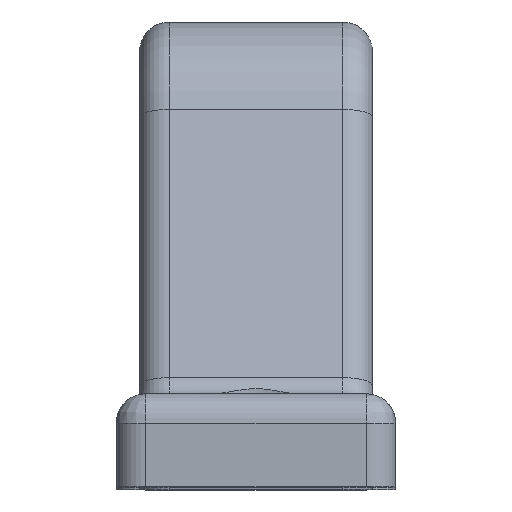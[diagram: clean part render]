
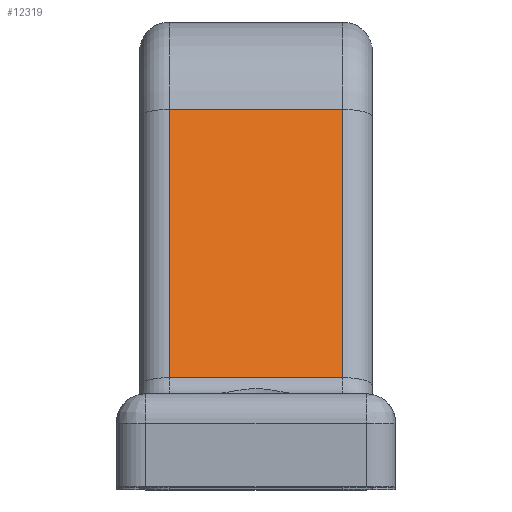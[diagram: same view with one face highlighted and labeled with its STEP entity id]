
A CAD part, top view. The second image highlights one B-rep face of the part: STEP entity #12319.
In plain terms, the highlighted planar face has unit normal (0, 0.259, 0.966).
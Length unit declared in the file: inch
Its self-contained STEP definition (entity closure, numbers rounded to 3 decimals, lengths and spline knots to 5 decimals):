
#289=CARTESIAN_POINT('',(0.50599,0.65521,0.0369));
#290=VERTEX_POINT('',#289);
#298=CARTESIAN_POINT('',(-0.22801,0.65521,0.0369));
#299=VERTEX_POINT('',#298);
#300=CARTESIAN_POINT('',(-0.22801,0.65521,0.0369));
#301=DIRECTION('',(1.0,0.0,0.0));
#302=VECTOR('',#301,0.734);
#303=LINE('',#300,#302);
#304=EDGE_CURVE('',#299,#290,#303,.T.);
#12220=CARTESIAN_POINT('',(-0.22801,1.78914,-0.26693));
#12221=VERTEX_POINT('',#12220);
#12238=CARTESIAN_POINT('',(-0.22801,0.65521,0.0369));
#12239=DIRECTION('',(0.,0.966,-0.259));
#12240=VECTOR('',#12239,1.17392);
#12241=LINE('',#12238,#12240);
#12242=EDGE_CURVE('',#299,#12221,#12241,.T.);
#12277=CARTESIAN_POINT('',(0.50599,1.78914,-0.26693));
#12278=VERTEX_POINT('',#12277);
#12279=CARTESIAN_POINT('',(-0.22801,1.78914,-0.26693));
#12280=DIRECTION('',(1.0,0.0,0.0));
#12281=VECTOR('',#12280,0.734);
#12282=LINE('',#12279,#12281);
#12283=EDGE_CURVE('',#12221,#12278,#12282,.T.);
#12303=CARTESIAN_POINT('',(-5.27051,0.65521,0.0369));
#12304=DIRECTION('',(0.,0.259,0.966));
#12305=DIRECTION('',(1.0,0.0,0.0));
#12306=AXIS2_PLACEMENT_3D('',#12303,#12304,#12305);
#12307=PLANE('',#12306);
#12308=ORIENTED_EDGE('',*,*,#12242,.F.);
#12309=ORIENTED_EDGE('',*,*,#304,.T.);
#12310=CARTESIAN_POINT('',(0.50599,1.78914,-0.26693));
#12311=DIRECTION('',(0.,-0.966,0.259));
#12312=VECTOR('',#12311,1.17392);
#12313=LINE('',#12310,#12312);
#12314=EDGE_CURVE('',#12278,#290,#12313,.T.);
#12315=ORIENTED_EDGE('',*,*,#12314,.F.);
#12316=ORIENTED_EDGE('',*,*,#12283,.F.);
#12317=EDGE_LOOP('',(#12308,#12309,#12315,#12316));
#12318=FACE_OUTER_BOUND('',#12317,.T.);
#12319=ADVANCED_FACE('',(#12318),#12307,.T.);
